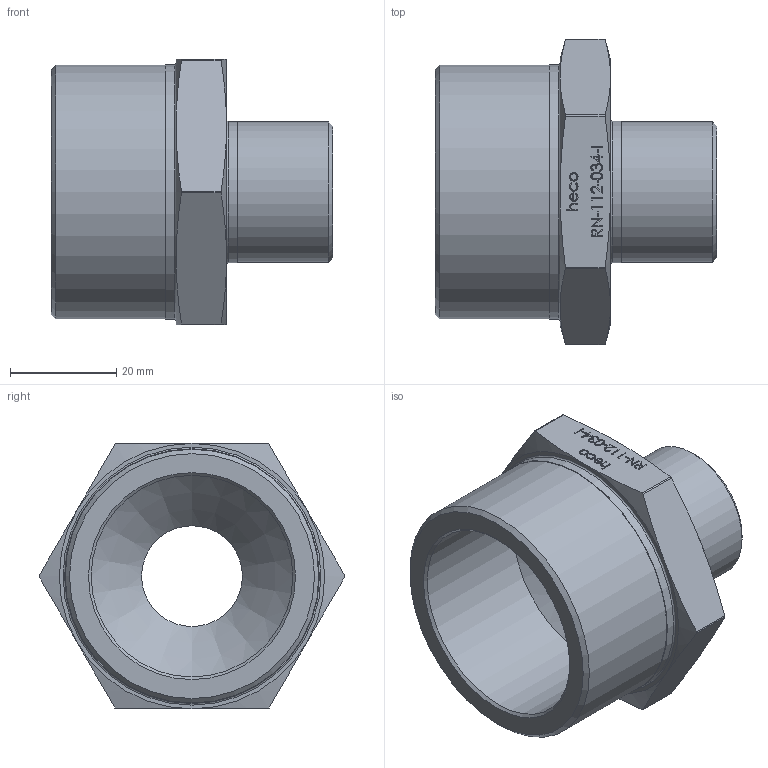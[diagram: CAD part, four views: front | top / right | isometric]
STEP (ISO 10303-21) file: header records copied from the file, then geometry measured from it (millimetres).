
FILE_DESCRIPTION (( 'STEP AP214' ), '1' );
FILE_NAME ('heco_RN-112-034-I.STEP', '2016-07-04T13:40:17', ( '' ), ( '' ), 'SwSTEP 2.0', 'SolidWorks 2011', '' );
FILE_SCHEMA (( 'AUTOMOTIVE_DESIGN' ));
Length unit declared in the file: millimetre
Products named in the file (1): heco_RN-112-034-I
Bounding box: 53 x 57.64 x 50.05 mm (x, y, z)
Volume: 34943.9 mm3; surface area: 14652.4 mm2
Topology: 1 solids, 1 shells, 217 faces, 552 edges, 362 vertices
Faces by surface type: plane 117, bspline 69, cone 17, cylinder 12, torus 2
Full cylindrical faces by diameter (mm): 19 x1, 26.441 x1, 26.641 x1, 38 x1, 47.803 x1, 48.003 x1
Entity records: 12011 total; most frequent: CARTESIAN_POINT 5468, ORIENTED_EDGE 1074, DIRECTION 691, EDGE_CURVE 537, VERTEX_POINT 360, LINE 333, VECTOR 333, EDGE_LOOP 257
